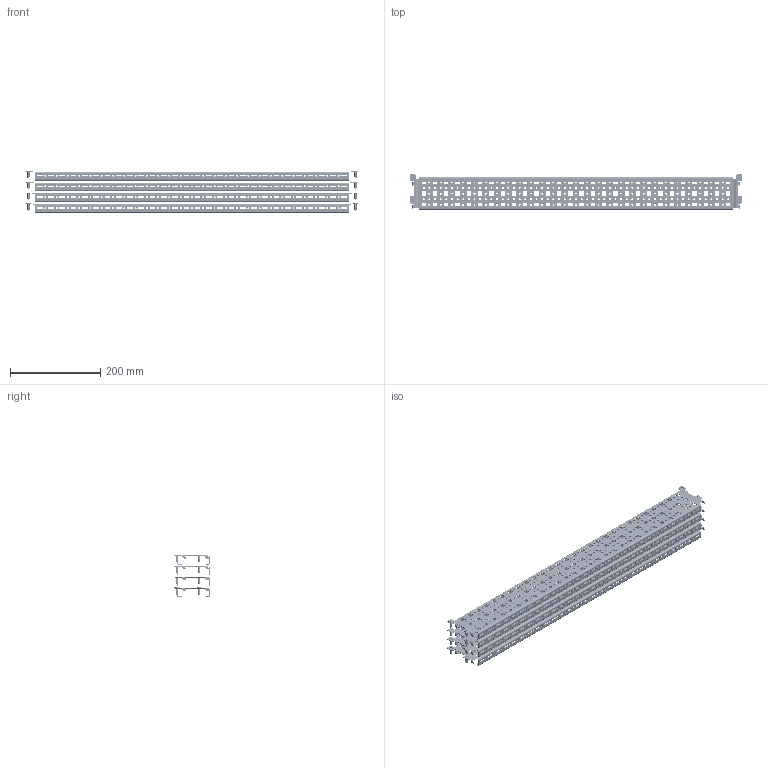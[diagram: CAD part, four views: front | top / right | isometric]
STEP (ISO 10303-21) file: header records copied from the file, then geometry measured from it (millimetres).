
FILE_DESCRIPTION (( 'STEP AP203' ), '1' );
FILE_NAME ('UR31203802373 Ïëàíêà ìîíòàæíàÿ ÍÌ 23õ73 RS52 00.80 (4øò) (000.801.633-03).STEP', '2022-04-20T05:41:06', ( '' ), ( '' ), 'SwSTEP 2.0', 'SolidWorks 2017', '' );
FILE_SCHEMA (( 'CONFIG_CONTROL_DESIGN' ));
Length unit declared in the file: millimetre
Products named in the file (3): UR31203802373 Ïëàíêà ìîíòàæíàÿ ÍÌ 23õ73 RS52 00.80 (4øò) (000.801.633-03); 025-296 Ïëàíêà ÍÌ 23õ73_03 (00.80); Âèíò DIN 7500 M TORX_Œ5å16
Assembly tree (20 placements, depth 2):
  UR31203802373 Ïëàíêà ìîíòàæíàÿ ÍÌ 23õ73 RS52 00.80 (4øò) (000.801.633-03)
    025-296 Ïëàíêà ÍÌ 23õ73_03 (00.80)  x4
    Âèíò DIN 7500 M TORX_Œ5å16  x16
Bounding box: 736 x 80 x 93.3 mm (x, y, z)
Volume: 413366.6 mm3; surface area: 647507.4 mm2
Topology: 20 solids, 20 shells, 5616 faces, 16136 edges, 10576 vertices
Faces by surface type: plane 2784, cylinder 2672, cone 96, torus 64
Entity records: 44512 total; most frequent: DIRECTION 7449, CARTESIAN_POINT 7418, ORIENTED_EDGE 7390, EDGE_CURVE 3695, VECTOR 2531, LINE 2531, AXIS2_PLACEMENT_3D 2459, VERTEX_POINT 2428
